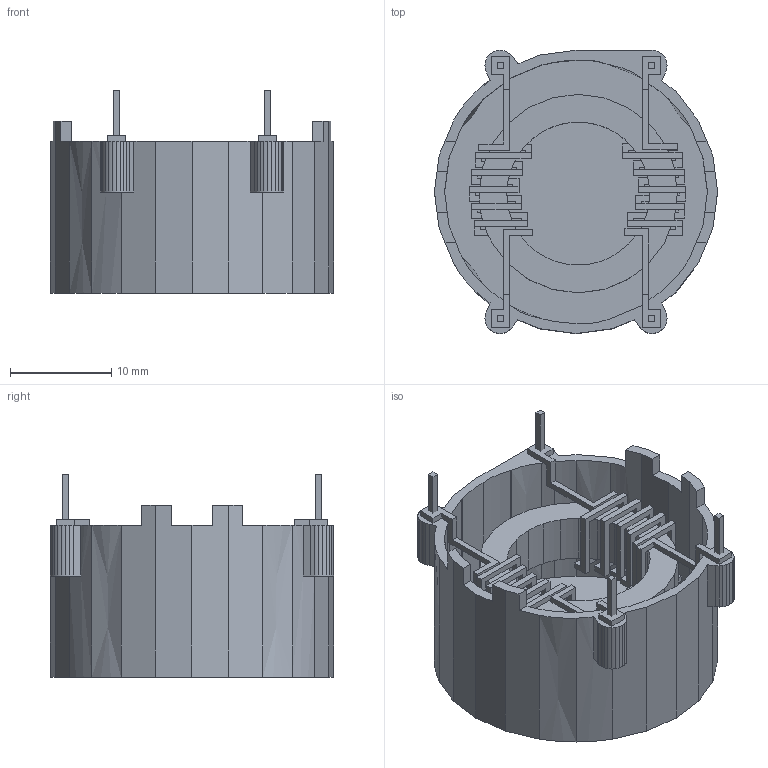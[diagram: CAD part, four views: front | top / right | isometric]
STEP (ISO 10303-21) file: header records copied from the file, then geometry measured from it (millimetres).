
FILE_DESCRIPTION(('FreeCAD Model'),'2;1');
FILE_NAME('X03H.stp', '2014-07-08T12:46:08',('FreeCAD'),('FreeCAD'), 'Open CASCADE STEP processor 6.3','FreeCAD','Unknown');
FILE_SCHEMA(('AUTOMOTIVE_DESIGN_CC2 { 1 2 10303 214 -1 1 5 4 }'));
Length unit declared in the file: millimetre
Products named in the file (6): X03H; X03H001; X03H004; X03H005; X03H003; X03H002
Bounding box: 28 x 28 x 20 mm (x, y, z)
Volume: 2728.1 mm3; surface area: 5504.6 mm2
Topology: 6 solids, 6 shells, 751 faces, 2194 edges, 1459 vertices
Faces by surface type: plane 673, cylinder 71, cone 7
Entity records: 56600 total; most frequent: CARTESIAN_POINT 13168, DIRECTION 7846, LINE 5874, VECTOR 5874, ORIENTED_EDGE 4388, PCURVE 4388, DEFINITIONAL_REPRESENTATION 4388, EDGE_CURVE 2194
